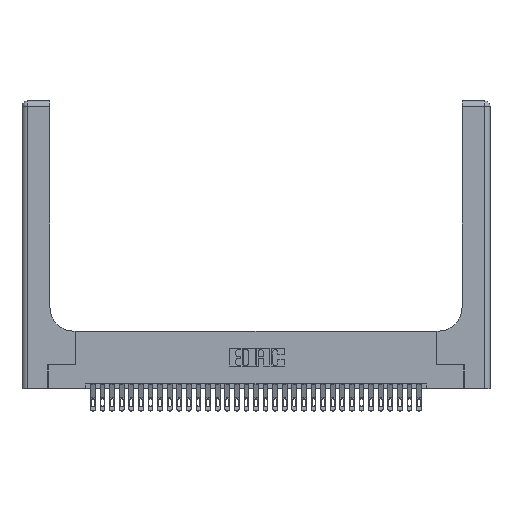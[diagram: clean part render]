
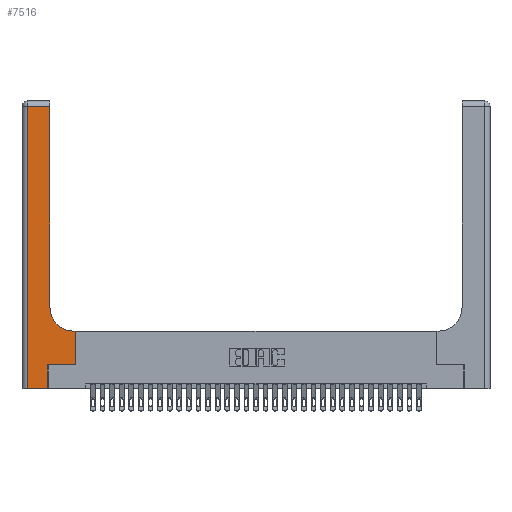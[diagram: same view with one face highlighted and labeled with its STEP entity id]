
A CAD part, top view. The second image highlights one B-rep face of the part: STEP entity #7516.
In plain terms, the highlighted planar face has unit normal (0, 0, 1).
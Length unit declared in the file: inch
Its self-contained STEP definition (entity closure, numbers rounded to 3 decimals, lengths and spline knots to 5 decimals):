
#637 = CARTESIAN_POINT ( 'NONE',  ( 0.06, 0., 0.37 ) ) ;
#760 = ORIENTED_EDGE ( 'NONE', *, *, #5661, .T. ) ;
#1327 = CARTESIAN_POINT ( 'NONE',  ( 0., 0., 0.37 ) ) ;
#1347 = EDGE_CURVE ( 'NONE', #31773, #12891, #8786, .T. ) ;
#1547 = EDGE_CURVE ( 'NONE', #9727, #14725, #29225, .T. ) ;
#1601 = CIRCLE ( 'NONE', #11868, 0.25 ) ;
#1684 = DIRECTION ( 'NONE',  ( 0., 0., -1. ) ) ;
#1762 = VECTOR ( 'NONE', #17715, 39.37008 ) ;
#2197 = EDGE_CURVE ( 'NONE', #13856, #25137, #3344, .T. ) ;
#3154 = ORIENTED_EDGE ( 'NONE', *, *, #7572, .T. ) ;
#3344 = LINE ( 'NONE', #1327, #16632 ) ;
#5661 = EDGE_CURVE ( 'NONE', #19315, #13336, #7522, .T. ) ;
#6246 = EDGE_CURVE ( 'NONE', #25137, #19315, #32050, .T. ) ;
#6586 = ORIENTED_EDGE ( 'NONE', *, *, #1547, .T. ) ;
#7376 = ORIENTED_EDGE ( 'NONE', *, *, #6246, .T. ) ;
#7516 = ADVANCED_FACE ( 'NONE', ( #29124 ), #14316, .F. ) ;
#7522 = LINE ( 'NONE', #8966, #20807 ) ;
#7572 = EDGE_CURVE ( 'NONE', #10647, #31773, #23108, .T. ) ;
#8505 = CARTESIAN_POINT ( 'NONE',  ( 0.269, 0.25, 0.37 ) ) ;
#8750 = CARTESIAN_POINT ( 'NONE',  ( 0.06, 3., 0.37 ) ) ;
#8786 = LINE ( 'NONE', #30577, #1762 ) ;
#8966 = CARTESIAN_POINT ( 'NONE',  ( 0.269, 0.25, 0.37 ) ) ;
#9075 = CARTESIAN_POINT ( 'NONE',  ( 0., 3., 0.37 ) ) ;
#9086 = EDGE_CURVE ( 'NONE', #12891, #13856, #31857, .T. ) ;
#9727 = VERTEX_POINT ( 'NONE', #13828 ) ;
#9819 = EDGE_LOOP ( 'NONE', ( #3154, #19290, #11687, #19403, #7376, #760, #33314, #6586, #13275 ) ) ;
#10647 = VERTEX_POINT ( 'NONE', #30936 ) ;
#10871 = CARTESIAN_POINT ( 'NONE',  ( 0.2915, 2.94, 0.37 ) ) ;
#11687 = ORIENTED_EDGE ( 'NONE', *, *, #9086, .T. ) ;
#11737 = DIRECTION ( 'NONE',  ( 0., 0., -1. ) ) ;
#11868 = AXIS2_PLACEMENT_3D ( 'NONE', #17556, #1684, #20195 ) ;
#12857 = CARTESIAN_POINT ( 'NONE',  ( 0.269, 0., 0.37 ) ) ;
#12891 = VERTEX_POINT ( 'NONE', #22749 ) ;
#13275 = ORIENTED_EDGE ( 'NONE', *, *, #19580, .T. ) ;
#13336 = VERTEX_POINT ( 'NONE', #29581 ) ;
#13828 = CARTESIAN_POINT ( 'NONE',  ( 0.5585, 0.6, 0.37 ) ) ;
#13856 = VERTEX_POINT ( 'NONE', #637 ) ;
#14096 = DIRECTION ( 'NONE',  ( 0., -1., 0. ) ) ;
#14316 = PLANE ( 'NONE',  #20697 ) ;
#14538 = CARTESIAN_POINT ( 'NONE',  ( 0.5585, 0.25, 0.37 ) ) ;
#14640 = DIRECTION ( 'NONE',  ( 0., 1., 0. ) ) ;
#14725 = VERTEX_POINT ( 'NONE', #27764 ) ;
#15038 = VECTOR ( 'NONE', #14640, 39.37008 ) ;
#15289 = VECTOR ( 'NONE', #17229, 39.37008 ) ;
#15873 = LINE ( 'NONE', #14538, #15038 ) ;
#16632 = VECTOR ( 'NONE', #30217, 39.37008 ) ;
#17229 = DIRECTION ( 'NONE',  ( 0., 1., 0. ) ) ;
#17556 = CARTESIAN_POINT ( 'NONE',  ( 0.5415, 0.85, 0.37 ) ) ;
#17715 = DIRECTION ( 'NONE',  ( -1., 0., 0. ) ) ;
#18126 = VECTOR ( 'NONE', #14096, 39.37008 ) ;
#19290 = ORIENTED_EDGE ( 'NONE', *, *, #1347, .T. ) ;
#19315 = VERTEX_POINT ( 'NONE', #8505 ) ;
#19403 = ORIENTED_EDGE ( 'NONE', *, *, #2197, .T. ) ;
#19580 = EDGE_CURVE ( 'NONE', #14725, #10647, #1601, .T. ) ;
#20195 = DIRECTION ( 'NONE',  ( 1., 0., 0. ) ) ;
#20697 = AXIS2_PLACEMENT_3D ( 'NONE', #9075, #11737, #30007 ) ;
#20807 = VECTOR ( 'NONE', #29887, 39.37008 ) ;
#22404 = VECTOR ( 'NONE', #31360, 39.37008 ) ;
#22749 = CARTESIAN_POINT ( 'NONE',  ( 0.06, 2.94, 0.37 ) ) ;
#23108 = LINE ( 'NONE', #32710, #15289 ) ;
#23590 = CARTESIAN_POINT ( 'NONE',  ( 0.2915, 0.6, 0.37 ) ) ;
#25137 = VERTEX_POINT ( 'NONE', #12857 ) ;
#27377 = CARTESIAN_POINT ( 'NONE',  ( 0.269, 0., 0.37 ) ) ;
#27764 = CARTESIAN_POINT ( 'NONE',  ( 0.5415, 0.6, 0.37 ) ) ;
#28954 = EDGE_CURVE ( 'NONE', #13336, #9727, #15873, .T. ) ;
#29124 = FACE_OUTER_BOUND ( 'NONE', #9819, .T. ) ;
#29225 = LINE ( 'NONE', #23590, #22404 ) ;
#29581 = CARTESIAN_POINT ( 'NONE',  ( 0.5585, 0.25, 0.37 ) ) ;
#29887 = DIRECTION ( 'NONE',  ( 1., 0., 0. ) ) ;
#29974 = DIRECTION ( 'NONE',  ( 0., 1., 0. ) ) ;
#30007 = DIRECTION ( 'NONE',  ( -1., 0., 0. ) ) ;
#30217 = DIRECTION ( 'NONE',  ( 1., 0., 0. ) ) ;
#30577 = CARTESIAN_POINT ( 'NONE',  ( 0., 2.94, 0.37 ) ) ;
#30936 = CARTESIAN_POINT ( 'NONE',  ( 0.2915, 0.85, 0.37 ) ) ;
#31234 = VECTOR ( 'NONE', #29974, 39.37008 ) ;
#31360 = DIRECTION ( 'NONE',  ( -1., 0., 0. ) ) ;
#31773 = VERTEX_POINT ( 'NONE', #10871 ) ;
#31857 = LINE ( 'NONE', #8750, #18126 ) ;
#32050 = LINE ( 'NONE', #27377, #31234 ) ;
#32710 = CARTESIAN_POINT ( 'NONE',  ( 0.2915, 3., 0.37 ) ) ;
#33314 = ORIENTED_EDGE ( 'NONE', *, *, #28954, .T. ) ;
